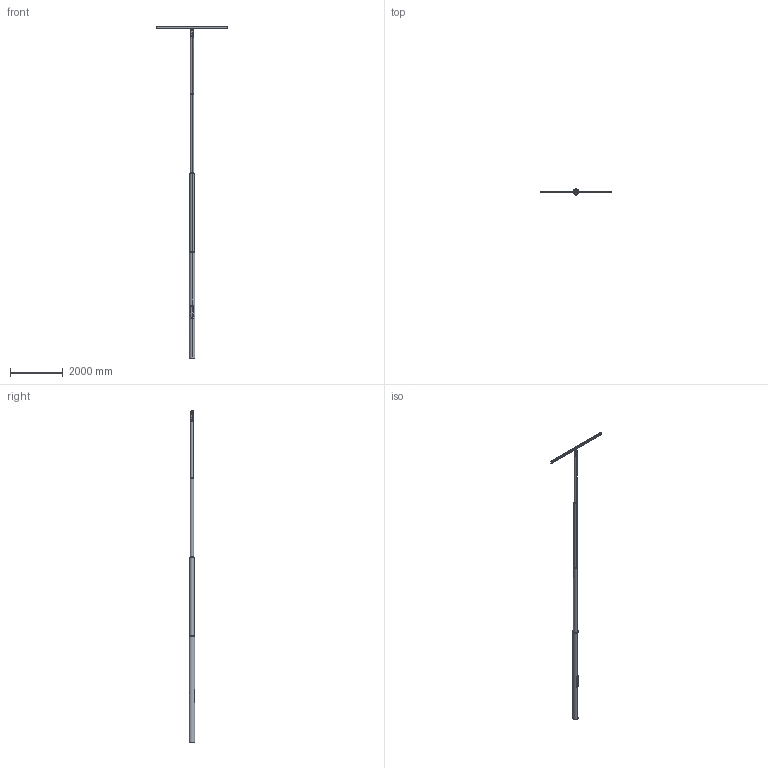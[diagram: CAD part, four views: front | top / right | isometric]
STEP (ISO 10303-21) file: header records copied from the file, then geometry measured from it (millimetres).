
FILE_DESCRIPTION (( 'STEP AP214' ), '1' );
FILE_NAME ('111010KGXS H12TO27 4608493 VALONHEITINPYLVÄS_3D.step', '2022-05-31T12:17:00', ( '' ), ( '' ), 'SwSTEP 2.0', 'SolidWorks 2021', '' );
FILE_SCHEMA (( 'AUTOMOTIVE_DESIGN' ));
Length unit declared in the file: millimetre
Products named in the file (18): H12 VALONHEITINRUNKO_H12(TO27); socket head cap screw_din_DIN 912 M6 x 16 --- 16N; SOVITERENGAS SORVATTU_D219-D168; OLAKEVARREN LATTA_LATTA 3X7,5X200; 219,1X4,5 PYÖREÄPUTKI-TYVI_219,1 TYVIPUTKI TASAPŽŽT-4000; 114,3X3,6 PYÖREÄPUTKI-LATVA 2X LATVAREIÄT_114,3X3,6 LATVAPUTKI-2400; 111010KGXS H12TO27 4608493 VALONHEITINPYLVÄS_3D; KYTKENTÄAUKON LATTARAUTA_LATTA 4X20X150; socket set screw cone point_din_DIN 914 - M10 x 16-N; OLAKEORSI_TO27-89-114; socket set screw cone point_din_DIN 914 - M10 x 20-N; ORREN LATTA_LATTA 5X50X180; 139,7X3,6 PYÖREÄPUTKI-VÄLI_168-139-114 VŽLIPUTKI TASALATVA-3000; 168,3X4,0 PYÖREÄPUTKI-VÄLI_219-168-140 VŽLIPUTKI TASAPŽŽT-3000; ORREN AIHIO_ORREN AIHIO UNP-80X2700; OLAKEORREN AIHIO_D89-350; SOVITERENGAS OLAKEVARSI_SOVITERENGAS D89-D114; YKSI R_KYTKENTÄAUKON LUUKKU_LUUKKU D219,1
Assembly tree (29 placements, depth 3):
  111010KGXS H12TO27 4608493 VALONHEITINPYLVÄS_3D
    H12 VALONHEITINRUNKO_H12(TO27)
      219,1X4,5 PYÖREÄPUTKI-TYVI_219,1 TYVIPUTKI TASAPŽŽT-4000
      SOVITERENGAS SORVATTU_D219-D168
      168,3X4,0 PYÖREÄPUTKI-VÄLI_219-168-140 VŽLIPUTKI TASAPŽŽT-3000
      139,7X3,6 PYÖREÄPUTKI-VÄLI_168-139-114 VŽLIPUTKI TASALATVA-3000
      114,3X3,6 PYÖREÄPUTKI-LATVA 2X LATVAREIÄT_114,3X3,6 LATVAPUTKI-2400
      socket set screw cone point_din_DIN 914 - M10 x 16-N  x7
      socket set screw cone point_din_DIN 914 - M10 x 20-N
      YKSI R_KYTKENTÄAUKON LUUKKU_LUUKKU D219,1
      socket head cap screw_din_DIN 912 M6 x 16 --- 16N  x4
      KYTKENTÄAUKON LATTARAUTA_LATTA 4X20X150  x2
    OLAKEORSI_TO27-89-114
      OLAKEORREN AIHIO_D89-350
      ORREN AIHIO_ORREN AIHIO UNP-80X2700
      ORREN LATTA_LATTA 5X50X180
      OLAKEVARREN LATTA_LATTA 3X7,5X200  x3
      SOVITERENGAS OLAKEVARSI_SOVITERENGAS D89-D114
Bounding box: 2700 x 226.6 x 12580 mm (x, y, z)
Volume: 29726714.3 mm3; surface area: 13992895.8 mm2
Topology: 27 solids, 27 shells, 451 faces, 1114 edges, 698 vertices
Faces by surface type: plane 214, cylinder 139, cone 78, torus 18, bspline 2
Entity records: 11664 total; most frequent: CARTESIAN_POINT 4349, ORIENTED_EDGE 1408, DIRECTION 1334, EDGE_CURVE 704, AXIS2_PLACEMENT_3D 490, VERTEX_POINT 451, LINE 354, VECTOR 354
